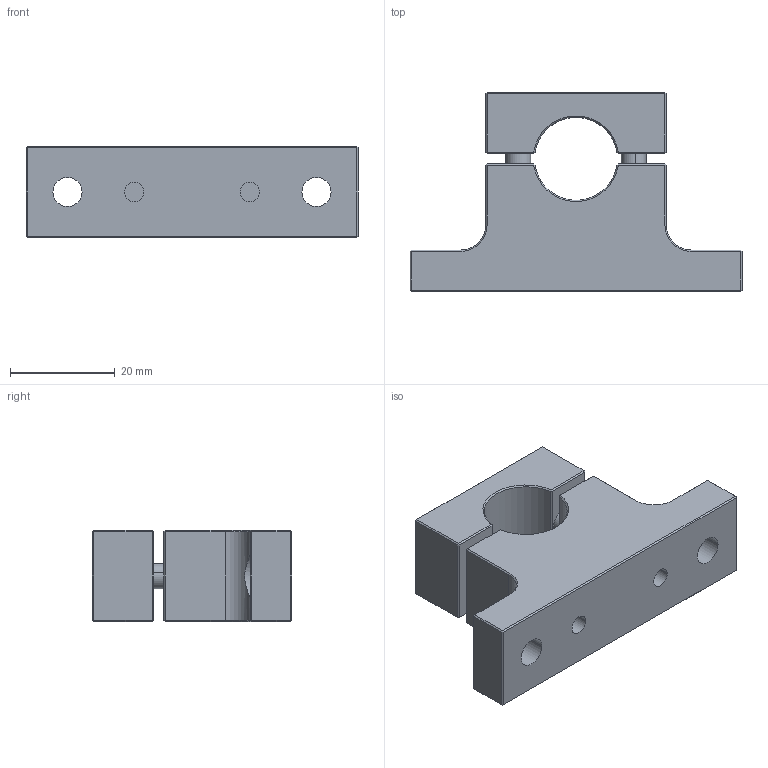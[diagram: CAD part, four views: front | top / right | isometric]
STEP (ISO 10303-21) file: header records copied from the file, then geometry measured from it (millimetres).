
FILE_DESCRIPTION (( 'STEP AP214' ), '1' );
FILE_NAME ('TMSS-10.step', '2017-08-09T17:51:56', ( '' ), ( '' ), 'SwSTEP 2.0', 'SolidWorks 2017', '' );
FILE_SCHEMA (( 'AUTOMOTIVE_DESIGN' ));
Length unit declared in the file: inch
Products named in the file (1): TMSS-10
Bounding box: 63.5 x 38.11 x 17.46 mm (x, y, z)
Volume: 22273.3 mm3; surface area: 9549.3 mm2
Topology: 4 solids, 4 shells, 165 faces, 345 edges, 194 vertices
Faces by surface type: plane 110, cylinder 31, cone 24
Entity records: 6676 total; most frequent: CARTESIAN_POINT 949, DIRECTION 734, ORIENTED_EDGE 690, EDGE_CURVE 345, AXIS2_PLACEMENT_3D 245, VECTOR 244, LINE 244, VERTEX_POINT 194
